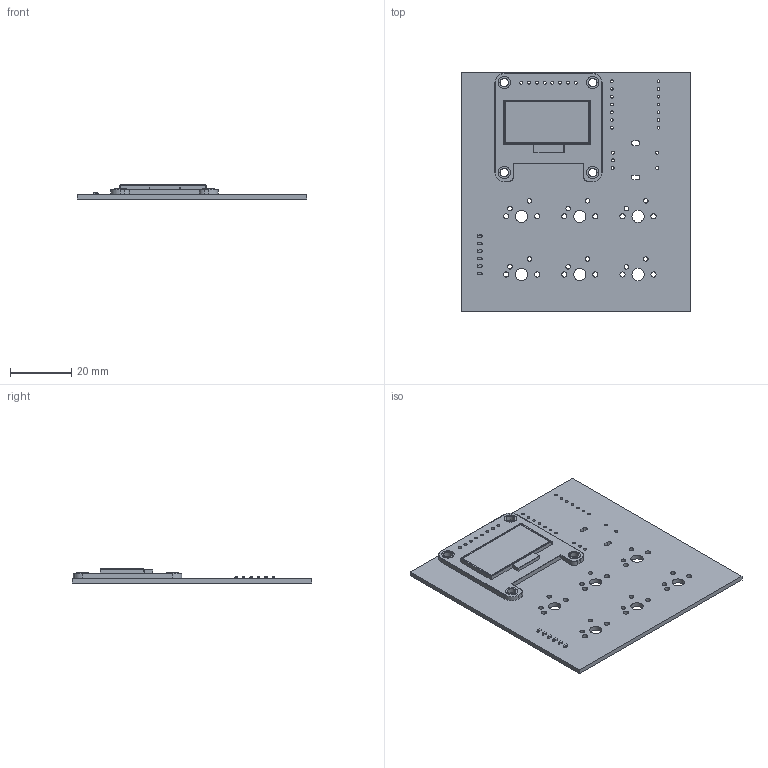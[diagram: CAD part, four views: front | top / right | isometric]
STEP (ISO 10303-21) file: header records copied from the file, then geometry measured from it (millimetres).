
FILE_DESCRIPTION(('KiCad electronic assembly'),'2;1');
FILE_NAME('Macrooad.step','2025-12-07T19:42:35',('Pcbnew'),('Kicad'), 'Open CASCADE STEP processor 7.8','KiCad to STEP converter','Unknown' );
FILE_SCHEMA(('AUTOMOTIVE_DESIGN { 1 0 10303 214 1 1 1 1 }'));
Length unit declared in the file: millimetre
Products named in the file (4): Macrooad 1; D_SOD-523; Adafruit_SSD1306; Macrooad_PCB
Assembly tree (8 placements, depth 2):
  Macrooad 1
    D_SOD-523  x6
    Adafruit_SSD1306
    Macrooad_PCB
Bounding box: 75.13 x 78.54 x 4.59 mm (x, y, z)
Volume: 10928.3 mm3; surface area: 15031.2 mm2
Topology: 8 solids, 8 shells, 335 faces, 817 edges, 504 vertices
Faces by surface type: plane 145, cylinder 118, bspline 60, torus 6, sphere 6
Full cylindrical faces by diameter (mm): 0.889 x14, 1 x21, 1.5 x12, 1.7 x12, 2.7 x4, 2.8 x8, 4 x10
Entity records: 7398 total; most frequent: DIRECTION 1141, CARTESIAN_POINT 1106, ORIENTED_EDGE 1022, EDGE_CURVE 511, AXIS2_PLACEMENT_3D 443, FACE_BOUND 357, EDGE_LOOP 357, VERTEX_POINT 324
